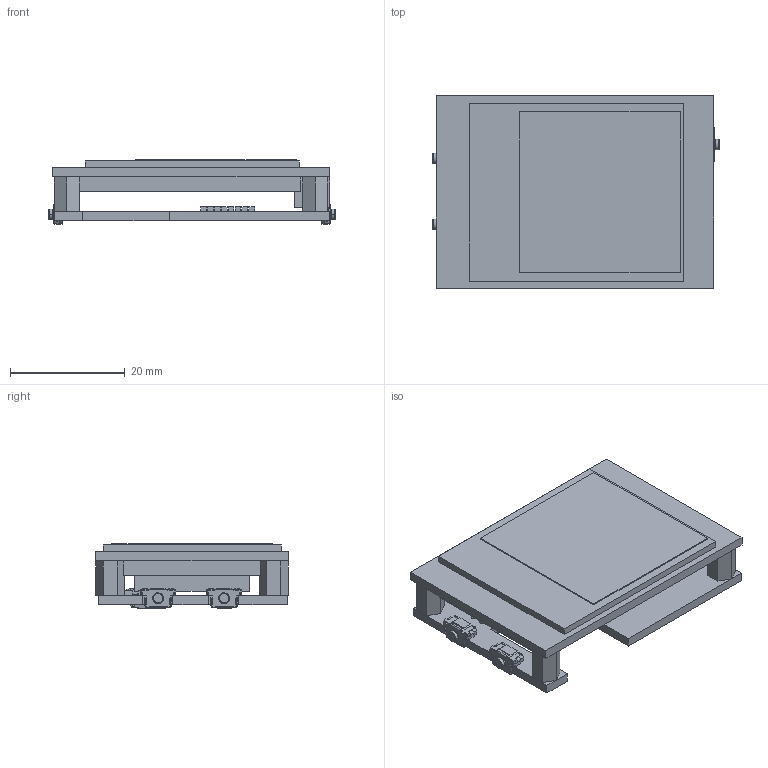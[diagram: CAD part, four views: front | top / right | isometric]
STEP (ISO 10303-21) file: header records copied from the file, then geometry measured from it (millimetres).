
FILE_DESCRIPTION(('KiCad electronic assembly'),'2;1');
FILE_NAME('watch.step','2022-11-09T17:30:08',('Pcbnew'),('Kicad'), 'Open CASCADE STEP processor 7.5','KiCad to STEP converter','Unknown' );
FILE_SCHEMA(('AUTOMOTIVE_DESIGN { 1 0 10303 214 1 1 1 1 }'));
Length unit declared in the file: millimetre
Products named in the file (8): watch 1; EVQP4-HB3B_KB3Q_MB3K; COMPOUND; rfm69hcw-difference; SOLID; watch-Matrix_Union002; watch PCB
Assembly tree (9 placements, depth 3):
  watch 1
    EVQP4-HB3B_KB3Q_MB3K  x3
      COMPOUND
    rfm69hcw-difference
      SOLID
    watch-Matrix_Union002
      SOLID
    watch PCB
Bounding box: 49.9 x 33.5 x 11.25 mm (x, y, z)
Volume: 9522.6 mm3; surface area: 7931.3 mm2
Topology: 3 solids, 12 shells, 1327 faces, 3795 edges, 2487 vertices
Faces by surface type: plane 1084, cylinder 192, bspline 45, cone 6
Full cylindrical faces by diameter (mm): 0.8 x20, 2.7 x4
Entity records: 51192 total; most frequent: CARTESIAN_POINT 14187, DIRECTION 6048, LINE 4448, VECTOR 4448, ORIENTED_EDGE 3710, PCURVE 3710, DEFINITIONAL_REPRESENTATION 3710, EDGE_CURVE 1855
